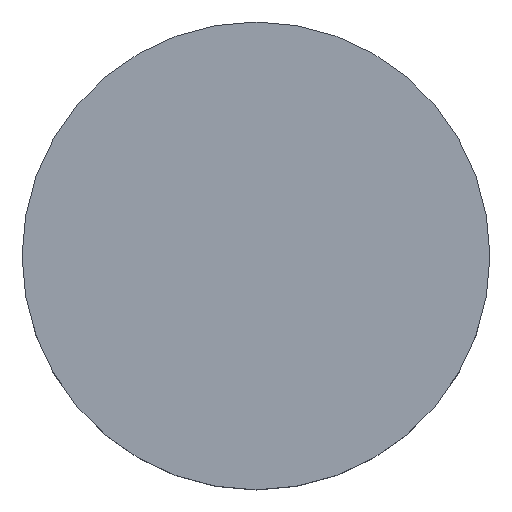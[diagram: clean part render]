
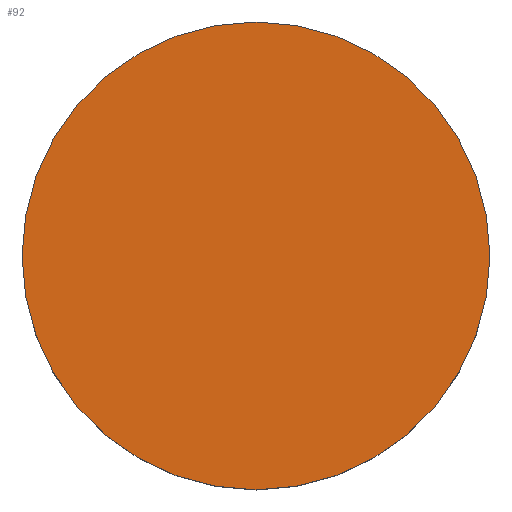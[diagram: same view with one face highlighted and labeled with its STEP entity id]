
A CAD part, top view. The second image highlights one B-rep face of the part: STEP entity #92.
In plain terms, the highlighted planar face has unit normal (0, 0, 1).
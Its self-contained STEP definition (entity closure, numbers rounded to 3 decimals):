
#10 = DIRECTION ( 'NONE',  ( 1., 0., 0. ) ) ;
#14 = AXIS2_PLACEMENT_3D ( 'NONE', #207, #98, #150 ) ;
#27 = EDGE_LOOP ( 'NONE', ( #145, #30 ) ) ;
#29 = CARTESIAN_POINT ( 'NONE',  ( 0., 0., 2.6 ) ) ;
#30 = ORIENTED_EDGE ( 'NONE', *, *, #48, .F. ) ;
#32 = EDGE_CURVE ( 'NONE', #174, #221, #181, .T. ) ;
#48 = EDGE_CURVE ( 'NONE', #221, #174, #170, .T. ) ;
#63 = AXIS2_PLACEMENT_3D ( 'NONE', #29, #147, #80 ) ;
#77 = FACE_OUTER_BOUND ( 'NONE', #27, .T. ) ;
#80 = DIRECTION ( 'NONE',  ( 1., 0., 0. ) ) ;
#81 = PLANE ( 'NONE',  #228 ) ;
#92 = ADVANCED_FACE ( 'NONE', ( #77 ), #81, .T. ) ;
#98 = DIRECTION ( 'NONE',  ( 0., 0., -1. ) ) ;
#116 = DIRECTION ( 'NONE',  ( 0., 0., 1. ) ) ;
#145 = ORIENTED_EDGE ( 'NONE', *, *, #32, .F. ) ;
#147 = DIRECTION ( 'NONE',  ( 0., 0., -1. ) ) ;
#148 = CARTESIAN_POINT ( 'NONE',  ( 0., 13.158, 2.6 ) ) ;
#150 = DIRECTION ( 'NONE',  ( 1., 0., 0. ) ) ;
#170 = CIRCLE ( 'NONE', #63, 6.35 ) ;
#172 = CARTESIAN_POINT ( 'NONE',  ( -6.35, 0., 2.6 ) ) ;
#174 = VERTEX_POINT ( 'NONE', #196 ) ;
#181 = CIRCLE ( 'NONE', #14, 6.35 ) ;
#196 = CARTESIAN_POINT ( 'NONE',  ( 6.35, 0., 2.6 ) ) ;
#207 = CARTESIAN_POINT ( 'NONE',  ( 0., 0., 2.6 ) ) ;
#221 = VERTEX_POINT ( 'NONE', #172 ) ;
#228 = AXIS2_PLACEMENT_3D ( 'NONE', #148, #116, #10 ) ;
